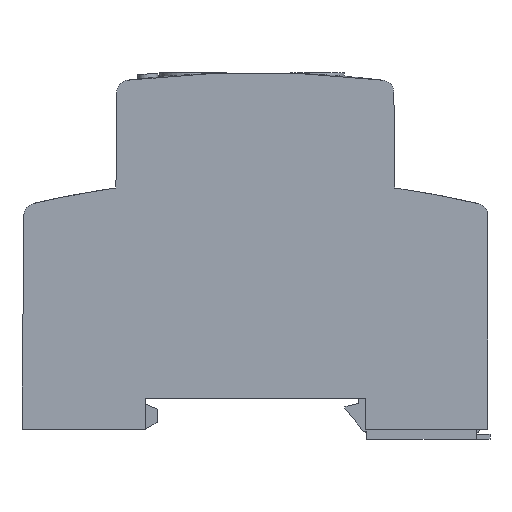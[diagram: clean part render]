
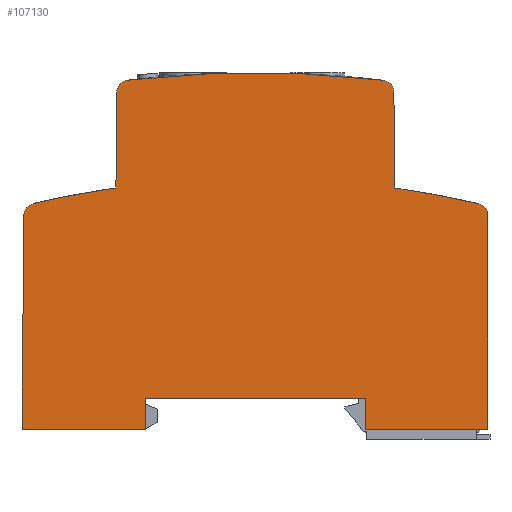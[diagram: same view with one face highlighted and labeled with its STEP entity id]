
A CAD part, left-side view. The second image highlights one B-rep face of the part: STEP entity #107130.
In plain terms, the highlighted face is planar.
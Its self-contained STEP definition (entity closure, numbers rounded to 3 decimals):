
#7560=CARTESIAN_POINT('',(106.975,16.056,-65.25));
#7570=VERTEX_POINT('',#7560);
#7600=CARTESIAN_POINT('',(45.021,16.056,-65.25));
#7610=DIRECTION('',(1.,0.,0.));
#7620=VECTOR('',#7610,1.);
#7630=LINE('',#7600,#7620);
#7640=CARTESIAN_POINT('',(87.091,16.056,-65.25));
#7650=VERTEX_POINT('',#7640);
#7660=EDGE_CURVE('',#7650,#7570,#7630,.T.);
#15710=CARTESIAN_POINT('',(46.861,55.264,-65.25));
#15720=DIRECTION('',(-0.009,-1.,
0.));
#15730=VECTOR('',#15720,1.);
#15740=LINE('',#15710,#15730);
#15750=CARTESIAN_POINT('',(46.992,70.373,-65.25));
#15760=VERTEX_POINT('',#15750);
#15770=CARTESIAN_POINT('',(46.858,54.948,-65.25));
#15780=VERTEX_POINT('',#15770);
#15790=EDGE_CURVE('',#15760,#15780,#15740,.T.);
#20880=CARTESIAN_POINT('',(91.825,54.948,-65.25));
#20890=VERTEX_POINT('',#20880);
#20920=CARTESIAN_POINT('',(69.341,-101.444,-65.25));
#20930=DIRECTION('',(0.,0.,-1.));
#20940=DIRECTION('',(-1.,0.,0.));
#20950=AXIS2_PLACEMENT_3D('',#20920,#20930,#20940);
#20960=CIRCLE('',#20950,158.);
#20970=CARTESIAN_POINT('',(105.127,52.45,-65.25));
#20980=VERTEX_POINT('',#20970);
#20990=EDGE_CURVE('',#20890,#20980,#20960,.T.);
#26080=CARTESIAN_POINT('',(45.021,21.056,-65.25));
#26090=DIRECTION('',(1.,0.,0.));
#26100=VECTOR('',#26090,1.);
#26110=LINE('',#26080,#26100);
#26120=CARTESIAN_POINT('',(51.591,21.056,-65.25));
#26130=VERTEX_POINT('',#26120);
#26140=CARTESIAN_POINT('',(87.091,21.056,-65.25));
#26150=VERTEX_POINT('',#26140);
#26160=EDGE_CURVE('',#26130,#26150,#26110,.T.);
#29380=CARTESIAN_POINT('',(87.091,55.264,-65.25));
#29390=DIRECTION('',(0.,-1.,0.));
#29400=VECTOR('',#29390,1.);
#29410=LINE('',#29380,#29400);
#29420=EDGE_CURVE('',#26150,#7650,#29410,.T.);
#35920=CARTESIAN_POINT('',(91.822,55.264,-65.25));
#35930=DIRECTION('',(-0.009,1.,
0.));
#35940=VECTOR('',#35930,1.);
#35950=LINE('',#35920,#35940);
#35960=CARTESIAN_POINT('',(91.69,70.373,-65.25));
#35970=VERTEX_POINT('',#35960);
#35980=EDGE_CURVE('',#20890,#35970,#35950,.T.);
#46870=CARTESIAN_POINT('',(48.992,70.355,-65.25));
#46880=DIRECTION('',(0.,0.,1.));
#46890=DIRECTION('',(1.,0.,0.));
#46900=AXIS2_PLACEMENT_3D('',#46870,#46880,#46890);
#46910=CIRCLE('',#46900,2.);
#46920=CARTESIAN_POINT('',(48.757,72.341,-65.25));
#46930=VERTEX_POINT('',#46920);
#46940=EDGE_CURVE('',#46930,#15760,#46910,.T.);
#47460=CARTESIAN_POINT('',(89.69,70.355,-65.25));
#47470=DIRECTION('',(0.,0.,1.));
#47480=DIRECTION('',(1.,0.,0.));
#47490=AXIS2_PLACEMENT_3D('',#47460,#47470,#47480);
#47500=CIRCLE('',#47490,2.);
#47510=CARTESIAN_POINT('',(89.926,72.341,-65.25));
#47520=VERTEX_POINT('',#47510);
#47530=EDGE_CURVE('',#35970,#47520,#47500,.T.);
#49590=CARTESIAN_POINT('',(31.841,55.264,
-65.25));
#49600=DIRECTION('',(0.,1.,0.));
#49610=VECTOR('',#49600,1.);
#49620=LINE('',#49590,#49610);
#49630=CARTESIAN_POINT('',(31.841,16.056,
-65.25));
#49640=VERTEX_POINT('',#49630);
#49650=CARTESIAN_POINT('',(31.841,50.463,
-65.25));
#49660=VERTEX_POINT('',#49650);
#49670=EDGE_CURVE('',#49640,#49660,#49620,.T.);
#50640=CARTESIAN_POINT('',(33.841,50.463,
-65.25));
#50650=DIRECTION('',(0.,0.,-1.));
#50660=DIRECTION('',(-1.,0.,0.));
#50670=AXIS2_PLACEMENT_3D('',#50640,#50650,#50660);
#50680=CIRCLE('',#50670,2.);
#50690=CARTESIAN_POINT('',(33.386,52.411,
-65.25));
#50700=VERTEX_POINT('',#50690);
#50710=EDGE_CURVE('',#49660,#50700,#50680,.T.);
#51450=CARTESIAN_POINT('',(104.674,50.502,-65.25));
#51460=DIRECTION('',(0.,0.,-1.));
#51470=DIRECTION('',(-1.,0.,0.));
#51480=AXIS2_PLACEMENT_3D('',#51450,#51460,#51470);
#51490=CIRCLE('',#51480,2.);
#51500=CARTESIAN_POINT('',(106.674,50.52,-65.25));
#51510=VERTEX_POINT('',#51500);
#51520=EDGE_CURVE('',#20980,#51510,#51490,.T.);
#52020=CARTESIAN_POINT('',(106.633,55.264,-65.25));
#52030=DIRECTION('',(0.009,-1.,
0.));
#52040=VECTOR('',#52030,1.);
#52050=LINE('',#52020,#52040);
#52060=EDGE_CURVE('',#51510,#7570,#52050,.T.);
#64820=CARTESIAN_POINT('',(69.341,-101.444,-65.25));
#64830=DIRECTION('',(0.,0.,-1.));
#64840=DIRECTION('',(-1.,0.,0.));
#64850=AXIS2_PLACEMENT_3D('',#64820,#64830,#64840);
#64860=CIRCLE('',#64850,158.);
#64870=EDGE_CURVE('',#50700,#15780,#64860,.T.);
#98750=CARTESIAN_POINT('',(69.341,-101.444,-65.25));
#98760=DIRECTION('',(0.,0.,-1.));
#98770=DIRECTION('',(-1.,0.,0.));
#98780=AXIS2_PLACEMENT_3D('',#98750,#98760,#98770);
#98790=CIRCLE('',#98780,175.);
#98800=EDGE_CURVE('',#46930,#47520,#98790,.T.);
#106780=CARTESIAN_POINT('',(69.341,23.506,-65.25));
#106790=DIRECTION('',(0.,0.,-1.));
#106800=DIRECTION('',(-1.,0.,0.));
#106810=AXIS2_PLACEMENT_3D('',#106780,#106790,#106800);
#106820=PLANE('',#106810);
#106830=ORIENTED_EDGE('',*,*,#64870,.T.);
#106840=ORIENTED_EDGE('',*,*,#50710,.T.);
#106850=ORIENTED_EDGE('',*,*,#49670,.T.);
#106860=CARTESIAN_POINT('',(45.021,16.056,-65.25));
#106870=DIRECTION('',(1.,0.,0.));
#106880=VECTOR('',#106870,1.);
#106890=LINE('',#106860,#106880);
#106900=CARTESIAN_POINT('',(51.591,16.056,-65.25));
#106910=VERTEX_POINT('',#106900);
#106920=EDGE_CURVE('',#49640,#106910,#106890,.T.);
#106930=ORIENTED_EDGE('',*,*,#106920,.F.);
#106940=CARTESIAN_POINT('',(51.591,55.264,-65.25));
#106950=DIRECTION('',(0.,-1.,0.));
#106960=VECTOR('',#106950,1.);
#106970=LINE('',#106940,#106960);
#106980=EDGE_CURVE('',#26130,#106910,#106970,.T.);
#106990=ORIENTED_EDGE('',*,*,#106980,.T.);
#107000=ORIENTED_EDGE('',*,*,#26160,.F.);
#107010=ORIENTED_EDGE('',*,*,#29420,.F.);
#107020=ORIENTED_EDGE('',*,*,#7660,.F.);
#107030=ORIENTED_EDGE('',*,*,#52060,.T.);
#107040=ORIENTED_EDGE('',*,*,#51520,.T.);
#107050=ORIENTED_EDGE('',*,*,#20990,.T.);
#107060=ORIENTED_EDGE('',*,*,#35980,.F.);
#107070=ORIENTED_EDGE('',*,*,#47530,.F.);
#107080=ORIENTED_EDGE('',*,*,#98800,.T.);
#107090=ORIENTED_EDGE('',*,*,#46940,.F.);
#107100=ORIENTED_EDGE('',*,*,#15790,.F.);
#107110=EDGE_LOOP('',(#107100,#107090,#107080,#107070,#107060,#107050,
#107040,#107030,#107020,#107010,#107000,#106990,#106930,#106850,#106840,
#106830));
#107120=FACE_OUTER_BOUND('',#107110,.T.);
#107130=ADVANCED_FACE('',(#107120),#106820,.T.);
